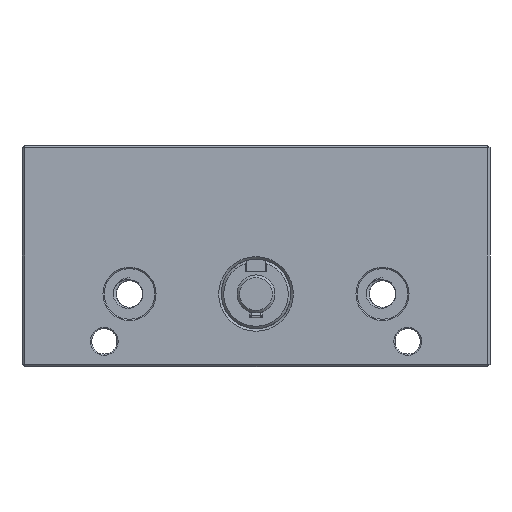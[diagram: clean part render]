
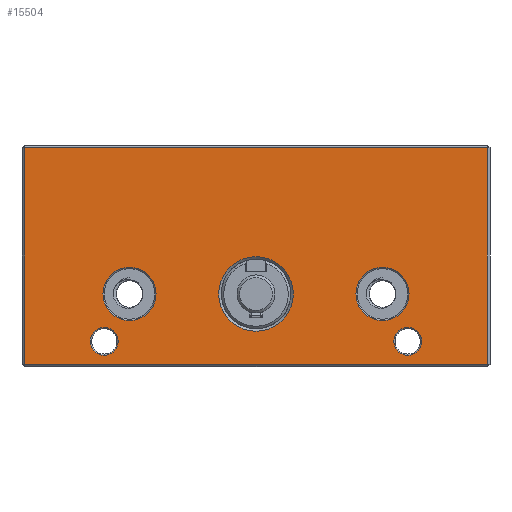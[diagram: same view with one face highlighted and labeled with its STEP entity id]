
A CAD part, front view. The second image highlights one B-rep face of the part: STEP entity #15504.
In plain terms, the highlighted planar face has unit normal (0, -1, 0).
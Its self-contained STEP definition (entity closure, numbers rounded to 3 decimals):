
#288=FACE_BOUND('',#1767,.T.);
#289=FACE_BOUND('',#1768,.T.);
#290=FACE_BOUND('',#1769,.T.);
#291=FACE_BOUND('',#1770,.T.);
#292=FACE_BOUND('',#1771,.T.);
#346=PLANE('',#16521);
#863=FACE_OUTER_BOUND('',#1766,.T.);
#1766=EDGE_LOOP('',(#11191,#11192,#11193,#11194));
#1767=EDGE_LOOP('',(#11195));
#1768=EDGE_LOOP('',(#11196));
#1769=EDGE_LOOP('',(#11197));
#1770=EDGE_LOOP('',(#11198));
#1771=EDGE_LOOP('',(#11199));
#2374=CIRCLE('',#16522,5.9);
#2375=CIRCLE('',#16523,4.2);
#2376=CIRCLE('',#16524,2.2);
#2377=CIRCLE('',#16525,2.2);
#2378=CIRCLE('',#16526,4.2);
#4670=LINE('',#33837,#5163);
#4679=LINE('',#33855,#5172);
#4687=LINE('',#33869,#5180);
#4689=LINE('',#33872,#5182);
#5163=VECTOR('',#18243,10.);
#5172=VECTOR('',#18260,10.);
#5180=VECTOR('',#18274,10.);
#5182=VECTOR('',#18278,10.);
#6215=VERTEX_POINT('',#33812);
#6221=VERTEX_POINT('',#33828);
#6225=VERTEX_POINT('',#33848);
#6230=VERTEX_POINT('',#33864);
#6237=VERTEX_POINT('',#33898);
#6238=VERTEX_POINT('',#33900);
#6239=VERTEX_POINT('',#33902);
#6240=VERTEX_POINT('',#33904);
#6241=VERTEX_POINT('',#33906);
#8202=EDGE_CURVE('',#6215,#6221,#4670,.T.);
#8211=EDGE_CURVE('',#6225,#6215,#4679,.T.);
#8219=EDGE_CURVE('',#6221,#6230,#4687,.T.);
#8221=EDGE_CURVE('',#6230,#6225,#4689,.T.);
#8234=EDGE_CURVE('',#6237,#6237,#2374,.T.);
#8235=EDGE_CURVE('',#6238,#6238,#2375,.T.);
#8236=EDGE_CURVE('',#6239,#6239,#2376,.T.);
#8237=EDGE_CURVE('',#6240,#6240,#2377,.T.);
#8238=EDGE_CURVE('',#6241,#6241,#2378,.T.);
#11191=ORIENTED_EDGE('',*,*,#8202,.F.);
#11192=ORIENTED_EDGE('',*,*,#8211,.F.);
#11193=ORIENTED_EDGE('',*,*,#8221,.F.);
#11194=ORIENTED_EDGE('',*,*,#8219,.F.);
#11195=ORIENTED_EDGE('',*,*,#8234,.F.);
#11196=ORIENTED_EDGE('',*,*,#8235,.F.);
#11197=ORIENTED_EDGE('',*,*,#8236,.F.);
#11198=ORIENTED_EDGE('',*,*,#8237,.F.);
#11199=ORIENTED_EDGE('',*,*,#8238,.F.);
#15504=ADVANCED_FACE('',(#863,#288,#289,#290,#291,#292),#346,.T.);
#16521=AXIS2_PLACEMENT_3D('',#33897,#18309,#18310);
#16522=AXIS2_PLACEMENT_3D('',#33899,#18311,#18312);
#16523=AXIS2_PLACEMENT_3D('',#33901,#18313,#18314);
#16524=AXIS2_PLACEMENT_3D('',#33903,#18315,#18316);
#16525=AXIS2_PLACEMENT_3D('',#33905,#18317,#18318);
#16526=AXIS2_PLACEMENT_3D('',#33907,#18319,#18320);
#18243=DIRECTION('',(-1.,0.,0.));
#18260=DIRECTION('',(0.,0.,-1.));
#18274=DIRECTION('',(0.,0.,1.));
#18278=DIRECTION('',(1.,0.,0.));
#18309=DIRECTION('center_axis',(0.,-1.,0.));
#18310=DIRECTION('ref_axis',(1.,0.,0.));
#18311=DIRECTION('center_axis',(0.,-1.,0.));
#18312=DIRECTION('ref_axis',(-1.,0.,0.));
#18313=DIRECTION('center_axis',(0.,-1.,0.));
#18314=DIRECTION('ref_axis',(0.,0.,1.));
#18315=DIRECTION('center_axis',(0.,-1.,0.));
#18316=DIRECTION('ref_axis',(0.,0.,1.));
#18317=DIRECTION('center_axis',(0.,-1.,0.));
#18318=DIRECTION('ref_axis',(0.,0.,1.));
#18319=DIRECTION('center_axis',(0.,-1.,0.));
#18320=DIRECTION('ref_axis',(0.,0.,1.));
#33812=CARTESIAN_POINT('',(73.6,0.,0.4));
#33828=CARTESIAN_POINT('',(0.4,0.,0.4));
#33837=CARTESIAN_POINT('',(18.5,0.,0.4));
#33848=CARTESIAN_POINT('',(73.6,0.,34.6));
#33855=CARTESIAN_POINT('',(73.6,0.,0.));
#33864=CARTESIAN_POINT('',(0.4,0.,34.6));
#33869=CARTESIAN_POINT('',(0.4,0.,0.));
#33872=CARTESIAN_POINT('',(18.5,0.,34.6));
#33897=CARTESIAN_POINT('Origin',(0.,0.,0.));
#33898=CARTESIAN_POINT('',(42.9,0.,11.5));
#33899=CARTESIAN_POINT('Origin',(37.,0.,11.5));
#33900=CARTESIAN_POINT('',(57.,0.,7.3));
#33901=CARTESIAN_POINT('Origin',(57.,0.,11.5));
#33902=CARTESIAN_POINT('',(13.,0.,1.8));
#33903=CARTESIAN_POINT('Origin',(13.,0.,4.));
#33904=CARTESIAN_POINT('',(61.,0.,1.8));
#33905=CARTESIAN_POINT('Origin',(61.,0.,4.));
#33906=CARTESIAN_POINT('',(17.,0.,7.3));
#33907=CARTESIAN_POINT('Origin',(17.,0.,11.5));
